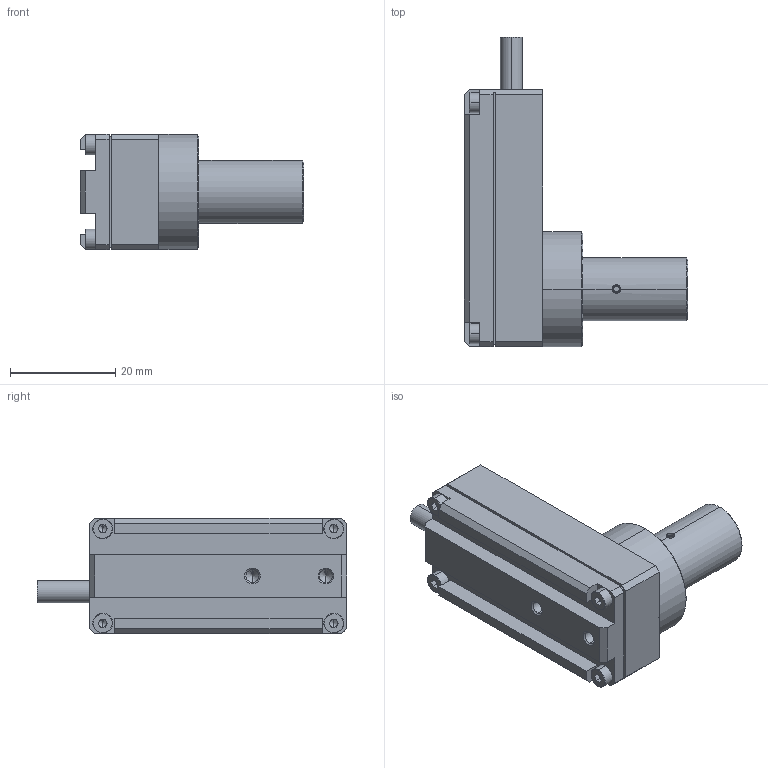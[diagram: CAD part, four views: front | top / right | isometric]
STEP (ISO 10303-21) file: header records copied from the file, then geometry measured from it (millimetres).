
FILE_DESCRIPTION (( 'STEP AP214' ), '1' );
FILE_NAME ('21860.step', '2022-08-25T15:41:32', ( '' ), ( '' ), 'SwSTEP 2.0', 'SolidWorks 2021', '' );
FILE_SCHEMA (( 'AUTOMOTIVE_DESIGN' ));
Length unit declared in the file: inch
Products named in the file (1): 21860
Bounding box: 42.6 x 59 x 22 mm (x, y, z)
Volume: 20007.7 mm3; surface area: 6328.8 mm2
Topology: 1 solids, 1 shells, 157 faces, 373 edges, 222 vertices
Faces by surface type: plane 105, cylinder 24, cone 20, bspline 8
Entity records: 4518 total; most frequent: CARTESIAN_POINT 913, DIRECTION 737, ORIENTED_EDGE 722, EDGE_CURVE 361, VECTOR 265, LINE 265, AXIS2_PLACEMENT_3D 236, VERTEX_POINT 222
